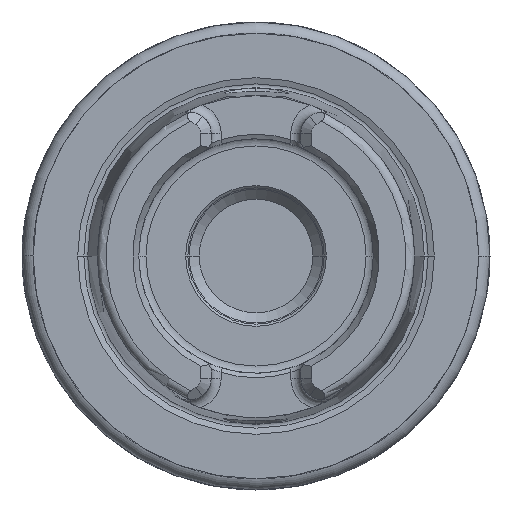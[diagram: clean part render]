
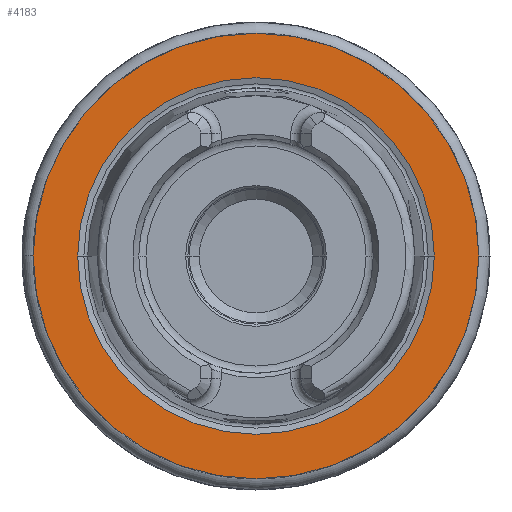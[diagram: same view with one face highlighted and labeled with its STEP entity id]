
A CAD part, left-side view. The second image highlights one B-rep face of the part: STEP entity #4183.
In plain terms, the highlighted planar face has unit normal (-1, 0, 0).
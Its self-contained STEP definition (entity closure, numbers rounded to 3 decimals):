
#848=CARTESIAN_POINT('',(0.,0.,0.));
#849=DIRECTION('',(1.,0.,0.));
#850=DIRECTION('',(0.,1.,0.));
#851=AXIS2_PLACEMENT_3D('',#848,#849,#850);
#853=CARTESIAN_POINT('',(0.,0.,0.));
#854=DIRECTION('',(-1.,0.,0.));
#855=DIRECTION('',(0.,1.,0.));
#856=AXIS2_PLACEMENT_3D('',#853,#854,#855);
#858=CARTESIAN_POINT('',(0.,0.,0.));
#859=DIRECTION('',(-1.,0.,0.));
#860=DIRECTION('',(0.,-1.,0.));
#861=AXIS2_PLACEMENT_3D('',#858,#859,#860);
#863=CARTESIAN_POINT('',(0.,0.,0.));
#864=DIRECTION('',(-1.,0.,0.));
#865=DIRECTION('',(0.,1.,0.));
#866=AXIS2_PLACEMENT_3D('',#863,#864,#865);
#2715=CARTESIAN_POINT('',(0.,-16.004,0.));
#2716=VERTEX_POINT('',#2715);
#2717=CARTESIAN_POINT('',(0.,16.004,0.));
#2718=VERTEX_POINT('',#2717);
#3065=CARTESIAN_POINT('',(0.,20.,0.));
#3066=CARTESIAN_POINT('',(0.,-20.,0.));
#3067=VERTEX_POINT('',#3065);
#3068=VERTEX_POINT('',#3066);
#4168=CARTESIAN_POINT('',(0.,0.,0.));
#4169=DIRECTION('',(1.,0.,0.));
#4170=DIRECTION('',(0.,-1.,0.));
#4171=AXIS2_PLACEMENT_3D('',#4168,#4169,#4170);
#4172=PLANE('',#4171);
#4174=ORIENTED_EDGE('',*,*,#4173,.T.);
#4176=ORIENTED_EDGE('',*,*,#4175,.F.);
#4177=EDGE_LOOP('',(#4174,#4176));
#4178=FACE_OUTER_BOUND('',#4177,.F.);
#4179=ORIENTED_EDGE('',*,*,#4163,.T.);
#4180=ORIENTED_EDGE('',*,*,#4147,.T.);
#4181=EDGE_LOOP('',(#4179,#4180));
#4182=FACE_BOUND('',#4181,.F.);
#4183=ADVANCED_FACE('',(#4178,#4182),#4172,.F.);
#852=CIRCLE('',#851,20.);
#857=CIRCLE('',#856,20.);
#862=CIRCLE('',#861,16.004);
#867=CIRCLE('',#866,16.004);
#4147=EDGE_CURVE('',#2718,#2716,#867,.T.);
#4163=EDGE_CURVE('',#2716,#2718,#862,.T.);
#4173=EDGE_CURVE('',#3067,#3068,#852,.T.);
#4175=EDGE_CURVE('',#3067,#3068,#857,.T.);
